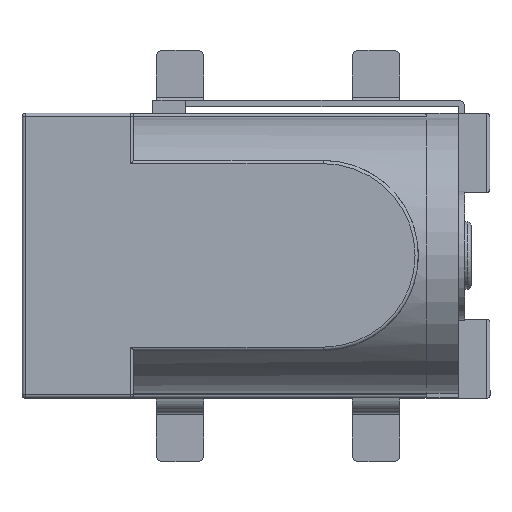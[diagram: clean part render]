
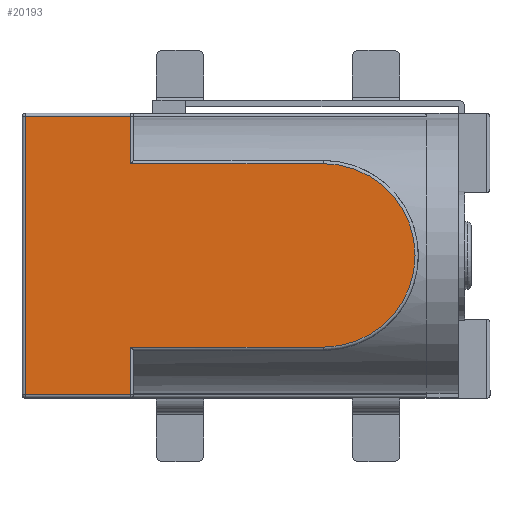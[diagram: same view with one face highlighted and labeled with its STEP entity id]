
A CAD part, top view. The second image highlights one B-rep face of the part: STEP entity #20193.
In plain terms, the highlighted planar face has unit normal (0, 0, 1).
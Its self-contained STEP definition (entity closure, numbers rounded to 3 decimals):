
#311 = VECTOR ( 'NONE', #16832, 1000. ) ;
#519 = DIRECTION ( 'NONE',  ( -1., 0., 0. ) ) ;
#959 = ORIENTED_EDGE ( 'NONE', *, *, #19175, .T. ) ;
#982 = ORIENTED_EDGE ( 'NONE', *, *, #7694, .T. ) ;
#1469 = EDGE_CURVE ( 'NONE', #16554, #16329, #19650, .T. ) ;
#2117 = ORIENTED_EDGE ( 'NONE', *, *, #19165, .T. ) ;
#2190 = CARTESIAN_POINT ( 'NONE',  ( 0., 0., 11. ) ) ;
#2388 = CARTESIAN_POINT ( 'NONE',  ( -7.3, -4.5, 11. ) ) ;
#2562 = CARTESIAN_POINT ( 'NONE',  ( 2.13, -2.9, 11. ) ) ;
#3108 = LINE ( 'NONE', #20029, #311 ) ;
#3684 = VECTOR ( 'NONE', #17196, 1000. ) ;
#3904 = VECTOR ( 'NONE', #4250, 1000. ) ;
#4250 = DIRECTION ( 'NONE',  ( -1., 0., 0. ) ) ;
#4260 = ORIENTED_EDGE ( 'NONE', *, *, #12191, .T. ) ;
#4748 = DIRECTION ( 'NONE',  ( -1., 0., 0. ) ) ;
#5645 = FACE_OUTER_BOUND ( 'NONE', #16214, .T. ) ;
#5952 = DIRECTION ( 'NONE',  ( 0., -1., 0. ) ) ;
#6146 = CARTESIAN_POINT ( 'NONE',  ( -7.3, -4.4, 11. ) ) ;
#6161 = ORIENTED_EDGE ( 'NONE', *, *, #15937, .T. ) ;
#6751 = ORIENTED_EDGE ( 'NONE', *, *, #1469, .T. ) ;
#7251 = VERTEX_POINT ( 'NONE', #13550 ) ;
#7318 = VECTOR ( 'NONE', #20847, 1000. ) ;
#7382 = VECTOR ( 'NONE', #8340, 1000. ) ;
#7694 = EDGE_CURVE ( 'NONE', #22424, #7251, #11033, .T. ) ;
#8269 = CARTESIAN_POINT ( 'NONE',  ( 2.13, 0., 11. ) ) ;
#8340 = DIRECTION ( 'NONE',  ( 1., 0., 0. ) ) ;
#8600 = DIRECTION ( 'NONE',  ( 0., 0., 1. ) ) ;
#8655 = PLANE ( 'NONE',  #17858 ) ;
#8675 = LINE ( 'NONE', #13900, #7382 ) ;
#9578 = VECTOR ( 'NONE', #4748, 1000. ) ;
#9684 = CARTESIAN_POINT ( 'NONE',  ( -7.3, 4.4, 11. ) ) ;
#9768 = CARTESIAN_POINT ( 'NONE',  ( -3.97, -4.4, 11. ) ) ;
#9958 = VERTEX_POINT ( 'NONE', #12411 ) ;
#10369 = CARTESIAN_POINT ( 'NONE',  ( -3.97, 0., 11. ) ) ;
#10962 = VERTEX_POINT ( 'NONE', #9768 ) ;
#11033 = LINE ( 'NONE', #19905, #3904 ) ;
#11270 = VERTEX_POINT ( 'NONE', #16572 ) ;
#11338 = ORIENTED_EDGE ( 'NONE', *, *, #14547, .T. ) ;
#12191 = EDGE_CURVE ( 'NONE', #9958, #17227, #3108, .T. ) ;
#12411 = CARTESIAN_POINT ( 'NONE',  ( -3.97, -2.9, 11. ) ) ;
#13440 = LINE ( 'NONE', #20382, #9578 ) ;
#13550 = CARTESIAN_POINT ( 'NONE',  ( -3.97, 2.9, 11. ) ) ;
#13551 = CARTESIAN_POINT ( 'NONE',  ( -3.97, 0., 11. ) ) ;
#13764 = LINE ( 'NONE', #10369, #3684 ) ;
#13900 = CARTESIAN_POINT ( 'NONE',  ( -3.87, -4.4, 11. ) ) ;
#14036 = AXIS2_PLACEMENT_3D ( 'NONE', #8269, #8600, #22454 ) ;
#14547 = EDGE_CURVE ( 'NONE', #17227, #22424, #19864, .T. ) ;
#14875 = VECTOR ( 'NONE', #5952, 1000. ) ;
#15937 = EDGE_CURVE ( 'NONE', #7251, #11270, #13764, .T. ) ;
#16214 = EDGE_LOOP ( 'NONE', ( #959, #6751, #2117, #17068, #4260, #11338, #982, #6161 ) ) ;
#16307 = CARTESIAN_POINT ( 'NONE',  ( 2.13, 2.9, 11. ) ) ;
#16329 = VERTEX_POINT ( 'NONE', #6146 ) ;
#16554 = VERTEX_POINT ( 'NONE', #9684 ) ;
#16572 = CARTESIAN_POINT ( 'NONE',  ( -3.97, 4.4, 11. ) ) ;
#16832 = DIRECTION ( 'NONE',  ( 1., 0., 0. ) ) ;
#17068 = ORIENTED_EDGE ( 'NONE', *, *, #17076, .T. ) ;
#17076 = EDGE_CURVE ( 'NONE', #10962, #9958, #22530, .T. ) ;
#17196 = DIRECTION ( 'NONE',  ( 0., 1., 0. ) ) ;
#17227 = VERTEX_POINT ( 'NONE', #2562 ) ;
#17858 = AXIS2_PLACEMENT_3D ( 'NONE', #2190, #17964, #519 ) ;
#17964 = DIRECTION ( 'NONE',  ( 0., 0., 1. ) ) ;
#19165 = EDGE_CURVE ( 'NONE', #16329, #10962, #8675, .T. ) ;
#19175 = EDGE_CURVE ( 'NONE', #11270, #16554, #13440, .T. ) ;
#19650 = LINE ( 'NONE', #2388, #14875 ) ;
#19864 = CIRCLE ( 'NONE', #14036, 2.9 ) ;
#19905 = CARTESIAN_POINT ( 'NONE',  ( 0., 2.9, 11. ) ) ;
#20029 = CARTESIAN_POINT ( 'NONE',  ( 0., -2.9, 11. ) ) ;
#20193 = ADVANCED_FACE ( 'NONE', ( #5645 ), #8655, .T. ) ;
#20382 = CARTESIAN_POINT ( 'NONE',  ( -7.4, 4.4, 11. ) ) ;
#20847 = DIRECTION ( 'NONE',  ( 0., 1., 0. ) ) ;
#22424 = VERTEX_POINT ( 'NONE', #16307 ) ;
#22454 = DIRECTION ( 'NONE',  ( -1., 0., 0. ) ) ;
#22530 = LINE ( 'NONE', #13551, #7318 ) ;
